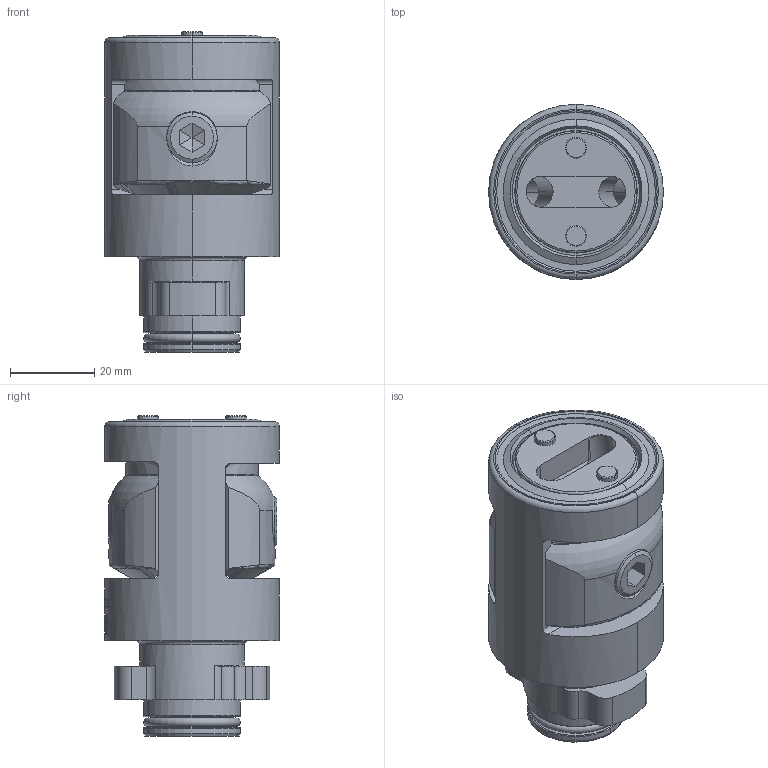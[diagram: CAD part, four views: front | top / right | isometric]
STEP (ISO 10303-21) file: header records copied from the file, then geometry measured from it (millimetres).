
FILE_DESCRIPTION((''),'2;1');
FILE_NAME('30325960-000-00-CD1','2012-08-10T',('Brunnert'),(''),'PRO/ENGINEER BY PARAMETRIC TECHNOLOGY CORPORATION, 2011220','PRO/ENGINEER BY PARAMETRIC TECHNOLOGY CORPORATION, 2011220','');
FILE_SCHEMA(('AUTOMOTIVE_DESIGN_CC2 { 1 2 10303 214 -1 1 5 2 }'));
Length unit declared in the file: millimetre
Products named in the file (1): 30325960-000-00-CD1
Bounding box: 41.6 x 41.6 x 76.17 mm (x, y, z)
Volume: 70163.1 mm3; surface area: 20848 mm2
Topology: 1 solids, 7 shells, 796 faces, 2268 edges, 1512 vertices
Faces by surface type: plane 557, cylinder 114, torus 58, cone 48, bspline 12, extrusion 7
Entity records: 35044 total; most frequent: CARTESIAN_POINT 8801, ORIENTED_EDGE 4372, DIRECTION 3267, PRESENTATION_STYLE_ASSIGNMENT 2313, STYLED_ITEM 2299, CURVE_STYLE 2283, EDGE_CURVE 2186, VERTEX_POINT 1422
